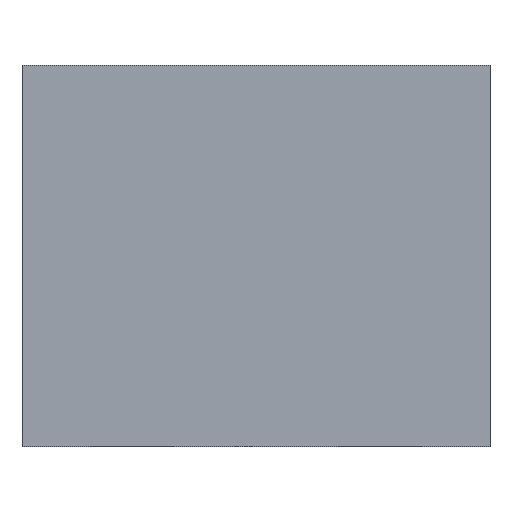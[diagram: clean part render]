
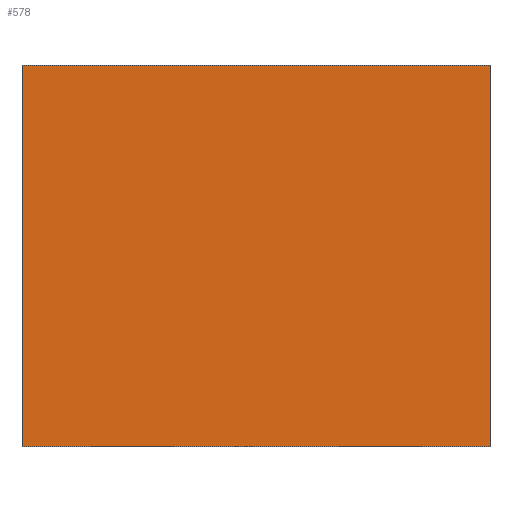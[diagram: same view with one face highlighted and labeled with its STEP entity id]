
A CAD part, top view. The second image highlights one B-rep face of the part: STEP entity #578.
In plain terms, the highlighted planar face has unit normal (0, 0, 1).
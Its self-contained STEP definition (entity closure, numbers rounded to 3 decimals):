
#551=AXIS2_PLACEMENT_3D('Plane Axis2P3D',#548,#549,#550) ;
#282=CARTESIAN_POINT('Vertex',(14.42,0.,11.6)) ;
#285=CARTESIAN_POINT('Line Origine',(7.21,0.,11.6)) ;
#289=CARTESIAN_POINT('Vertex',(0.,0.,11.6)) ;
#548=CARTESIAN_POINT('Axis2P3D Location',(0.,0.,11.6)) ;
#553=CARTESIAN_POINT('Line Origine',(14.42,5.875,11.6)) ;
#557=CARTESIAN_POINT('Vertex',(14.42,11.75,11.6)) ;
#560=CARTESIAN_POINT('Line Origine',(7.21,11.75,11.6)) ;
#564=CARTESIAN_POINT('Vertex',(0.,11.75,11.6)) ;
#567=CARTESIAN_POINT('Line Origine',(0.,5.875,11.6)) ;
#286=DIRECTION('Vector Direction',(1.,0.,0.)) ;
#549=DIRECTION('Axis2P3D Direction',(0.,0.,-1.)) ;
#550=DIRECTION('Axis2P3D XDirection',(0.,1.,0.)) ;
#554=DIRECTION('Vector Direction',(0.,1.,0.)) ;
#561=DIRECTION('Vector Direction',(1.,0.,0.)) ;
#568=DIRECTION('Vector Direction',(0.,1.,0.)) ;
#287=VECTOR('Line Direction',#286,1.) ;
#555=VECTOR('Line Direction',#554,1.) ;
#562=VECTOR('Line Direction',#561,1.) ;
#569=VECTOR('Line Direction',#568,1.) ;
#573=ORIENTED_EDGE('',*,*,#559,.T.) ;
#574=ORIENTED_EDGE('',*,*,#566,.F.) ;
#575=ORIENTED_EDGE('',*,*,#571,.F.) ;
#576=ORIENTED_EDGE('',*,*,#291,.T.) ;
#578=ADVANCED_FACE('HOUSING',(#577),#552,.F.) ;
#291=EDGE_CURVE('',#290,#283,#288,.T.) ;
#559=EDGE_CURVE('',#283,#558,#556,.T.) ;
#566=EDGE_CURVE('',#565,#558,#563,.T.) ;
#571=EDGE_CURVE('',#290,#565,#570,.T.) ;
#572=EDGE_LOOP('',(#573,#574,#575,#576)) ;
#577=FACE_OUTER_BOUND('',#572,.T.) ;
#288=LINE('Line',#285,#287) ;
#556=LINE('Line',#553,#555) ;
#563=LINE('Line',#560,#562) ;
#570=LINE('Line',#567,#569) ;
#552=PLANE('',#551) ;
#283=VERTEX_POINT('',#282) ;
#290=VERTEX_POINT('',#289) ;
#558=VERTEX_POINT('',#557) ;
#565=VERTEX_POINT('',#564) ;
